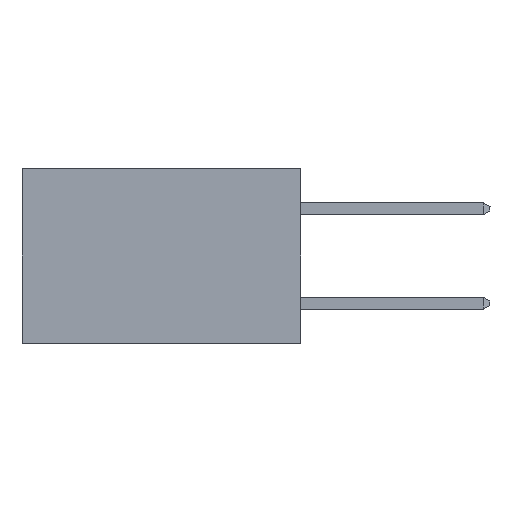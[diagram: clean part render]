
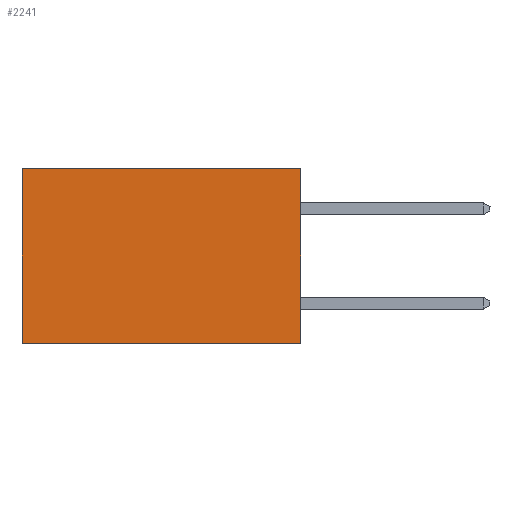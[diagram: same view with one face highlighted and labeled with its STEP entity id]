
A CAD part, left-side view. The second image highlights one B-rep face of the part: STEP entity #2241.
In plain terms, the highlighted planar face has unit normal (-1, 0, 0).
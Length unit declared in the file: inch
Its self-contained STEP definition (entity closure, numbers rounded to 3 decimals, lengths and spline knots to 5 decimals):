
#229 = EDGE_LOOP ( 'NONE', ( #8196, #3163, #3145, #3329 ) ) ;
#430 = DIRECTION ( 'NONE',  ( 0., 0., -1. ) ) ;
#680 = DIRECTION ( 'NONE',  ( 0., 1., 0. ) ) ;
#836 = CARTESIAN_POINT ( 'NONE',  ( 0.277, 0., -0.37 ) ) ;
#1027 = DIRECTION ( 'NONE',  ( 0., 0., -1. ) ) ;
#1244 = CARTESIAN_POINT ( 'NONE',  ( 0.277, 0., -0.37 ) ) ;
#1300 = CARTESIAN_POINT ( 'NONE',  ( 0.277, 0., -0.37 ) ) ;
#1408 = DIRECTION ( 'NONE',  ( 0., 1., 0. ) ) ;
#1440 = CARTESIAN_POINT ( 'NONE',  ( 0.277, 0., 0. ) ) ;
#1792 = EDGE_CURVE ( 'NONE', #2639, #7915, #5502, .T. ) ;
#1858 = VECTOR ( 'NONE', #430, 39.37008 ) ;
#2241 = ADVANCED_FACE ( 'NONE', ( #8076 ), #7131, .F. ) ;
#2548 = CARTESIAN_POINT ( 'NONE',  ( 0.277, 0.59, -0.37 ) ) ;
#2639 = VERTEX_POINT ( 'NONE', #2661 ) ;
#2661 = CARTESIAN_POINT ( 'NONE',  ( 0.277, 0.59, 0. ) ) ;
#3145 = ORIENTED_EDGE ( 'NONE', *, *, #3863, .F. ) ;
#3161 = VECTOR ( 'NONE', #1408, 39.37008 ) ;
#3163 = ORIENTED_EDGE ( 'NONE', *, *, #6305, .F. ) ;
#3329 = ORIENTED_EDGE ( 'NONE', *, *, #4624, .T. ) ;
#3772 = VECTOR ( 'NONE', #680, 39.37008 ) ;
#3863 = EDGE_CURVE ( 'NONE', #6902, #4867, #6248, .T. ) ;
#3969 = LINE ( 'NONE', #836, #3772 ) ;
#4534 = VECTOR ( 'NONE', #1027, 39.37008 ) ;
#4624 = EDGE_CURVE ( 'NONE', #6902, #2639, #6627, .T. ) ;
#4867 = VERTEX_POINT ( 'NONE', #1244 ) ;
#5502 = LINE ( 'NONE', #2548, #1858 ) ;
#6248 = LINE ( 'NONE', #1300, #4534 ) ;
#6305 = EDGE_CURVE ( 'NONE', #4867, #7915, #3969, .T. ) ;
#6465 = CARTESIAN_POINT ( 'NONE',  ( 0.277, 0.59, -0.37 ) ) ;
#6593 = DIRECTION ( 'NONE',  ( 1., 0., 0. ) ) ;
#6627 = LINE ( 'NONE', #1440, #3161 ) ;
#6753 = CARTESIAN_POINT ( 'NONE',  ( 0.277, 0., -0.37 ) ) ;
#6902 = VERTEX_POINT ( 'NONE', #8612 ) ;
#7131 = PLANE ( 'NONE',  #8121 ) ;
#7915 = VERTEX_POINT ( 'NONE', #6465 ) ;
#8076 = FACE_OUTER_BOUND ( 'NONE', #229, .T. ) ;
#8120 = DIRECTION ( 'NONE',  ( 0., 0., -1. ) ) ;
#8121 = AXIS2_PLACEMENT_3D ( 'NONE', #6753, #6593, #8120 ) ;
#8196 = ORIENTED_EDGE ( 'NONE', *, *, #1792, .T. ) ;
#8612 = CARTESIAN_POINT ( 'NONE',  ( 0.277, 0., 0. ) ) ;
